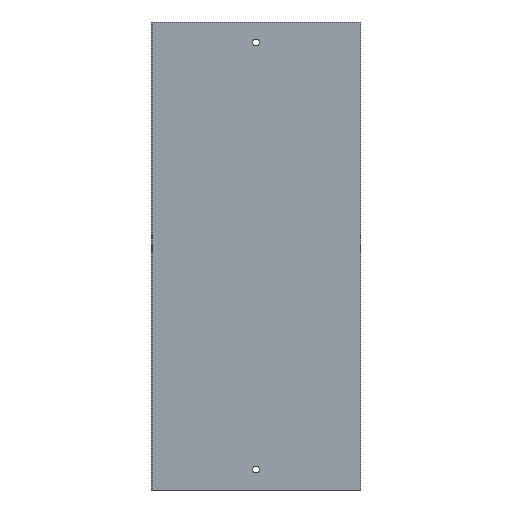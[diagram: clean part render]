
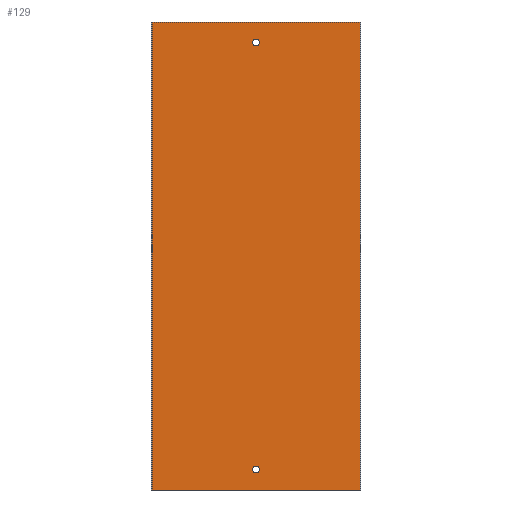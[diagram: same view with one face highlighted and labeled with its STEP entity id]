
A CAD part, front view. The second image highlights one B-rep face of the part: STEP entity #129.
In plain terms, the highlighted planar face has unit normal (0, -1, 0).
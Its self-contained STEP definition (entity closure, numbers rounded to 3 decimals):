
#19 = CARTESIAN_POINT ( 'NONE',  ( 0., 0., 329.5 ) ) ;
#21 = CARTESIAN_POINT ( 'NONE',  ( 0., 0., 17.5 ) ) ;
#49 = VERTEX_POINT ( 'NONE', #152 ) ;
#50 = VERTEX_POINT ( 'NONE', #137 ) ;
#51 = VERTEX_POINT ( 'NONE', #138 ) ;
#61 = VERTEX_POINT ( 'NONE', #154 ) ;
#72 = ORIENTED_EDGE ( 'NONE', *, *, #238, .F. ) ;
#78 = ORIENTED_EDGE ( 'NONE', *, *, #230, .F. ) ;
#80 = ORIENTED_EDGE ( 'NONE', *, *, #235, .F. ) ;
#99 = ORIENTED_EDGE ( 'NONE', *, *, #234, .T. ) ;
#102 = ORIENTED_EDGE ( 'NONE', *, *, #222, .T. ) ;
#107 = ORIENTED_EDGE ( 'NONE', *, *, #224, .F. ) ;
#120 = EDGE_LOOP ( 'NONE', ( #78 ) ) ;
#123 = EDGE_LOOP ( 'NONE', ( #107 ) ) ;
#129 = ADVANCED_FACE ( 'NONE', ( #264, #271, #269 ), #177, .F. ) ;
#137 = CARTESIAN_POINT ( 'NONE',  ( 76., 0., 342. ) ) ;
#138 = CARTESIAN_POINT ( 'NONE',  ( 76., 0., 0. ) ) ;
#152 = CARTESIAN_POINT ( 'NONE',  ( -76., 0., 0. ) ) ;
#154 = CARTESIAN_POINT ( 'NONE',  ( -76., 0., 342. ) ) ;
#164 = DIRECTION ( 'NONE',  ( 0., 1., 0. ) ) ;
#172 = CARTESIAN_POINT ( 'NONE',  ( -76., 0., 342. ) ) ;
#174 = DIRECTION ( 'NONE',  ( 0., 0., 1. ) ) ;
#177 = PLANE ( 'NONE',  #197 ) ;
#197 = AXIS2_PLACEMENT_3D ( 'NONE', #172, #164, #174 ) ;
#211 = EDGE_LOOP ( 'NONE', ( #99, #72, #80, #102 ) ) ;
#222 = EDGE_CURVE ( 'NONE', #61, #49, #310, .T. ) ;
#224 = EDGE_CURVE ( 'NONE', #393, #393, #312, .T. ) ;
#227 = AXIS2_PLACEMENT_3D ( 'NONE', #366, #367, #368 ) ;
#228 = AXIS2_PLACEMENT_3D ( 'NONE', #369, #370, #371 ) ;
#230 = EDGE_CURVE ( 'NONE', #394, #394, #318, .T. ) ;
#234 = EDGE_CURVE ( 'NONE', #49, #51, #316, .T. ) ;
#235 = EDGE_CURVE ( 'NONE', #61, #50, #317, .T. ) ;
#238 = EDGE_CURVE ( 'NONE', #50, #51, #324, .T. ) ;
#264 = FACE_BOUND ( 'NONE', #123, .T. ) ;
#269 = FACE_OUTER_BOUND ( 'NONE', #211, .T. ) ;
#271 = FACE_BOUND ( 'NONE', #120, .T. ) ;
#310 = LINE ( 'NONE', #361, #313 ) ;
#312 = CIRCLE ( 'NONE', #227, 2.5 ) ;
#313 = VECTOR ( 'NONE', #362, 1000. ) ;
#316 = LINE ( 'NONE', #364, #320 ) ;
#317 = LINE ( 'NONE', #365, #319 ) ;
#318 = CIRCLE ( 'NONE', #228, 2.5 ) ;
#319 = VECTOR ( 'NONE', #374, 1000. ) ;
#320 = VECTOR ( 'NONE', #372, 1000. ) ;
#324 = LINE ( 'NONE', #379, #326 ) ;
#326 = VECTOR ( 'NONE', #381, 1000. ) ;
#361 = CARTESIAN_POINT ( 'NONE',  ( -76., 0., 342. ) ) ;
#362 = DIRECTION ( 'NONE',  ( 0., 0., -1. ) ) ;
#364 = CARTESIAN_POINT ( 'NONE',  ( -76., 0., 0. ) ) ;
#365 = CARTESIAN_POINT ( 'NONE',  ( -76., 0., 342. ) ) ;
#366 = CARTESIAN_POINT ( 'NONE',  ( 0., 0., 327. ) ) ;
#367 = DIRECTION ( 'NONE',  ( 0., -1., 0. ) ) ;
#368 = DIRECTION ( 'NONE',  ( 0., 0., 1. ) ) ;
#369 = CARTESIAN_POINT ( 'NONE',  ( 0., 0., 15. ) ) ;
#370 = DIRECTION ( 'NONE',  ( 0., -1., 0. ) ) ;
#371 = DIRECTION ( 'NONE',  ( 0., 0., 1. ) ) ;
#372 = DIRECTION ( 'NONE',  ( 1., 0., 0. ) ) ;
#374 = DIRECTION ( 'NONE',  ( 1., 0., 0. ) ) ;
#379 = CARTESIAN_POINT ( 'NONE',  ( 76., 0., 342. ) ) ;
#381 = DIRECTION ( 'NONE',  ( 0., 0., -1. ) ) ;
#393 = VERTEX_POINT ( 'NONE', #19 ) ;
#394 = VERTEX_POINT ( 'NONE', #21 ) ;
